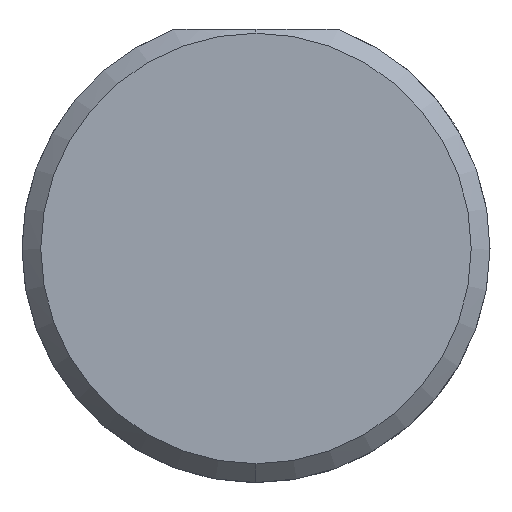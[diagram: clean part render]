
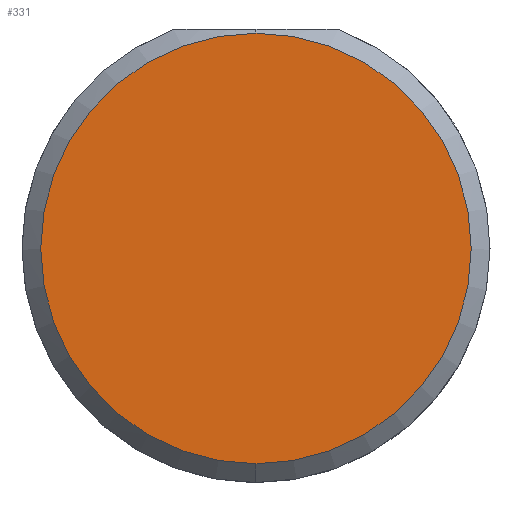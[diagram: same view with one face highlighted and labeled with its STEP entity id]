
A CAD part, left-side view. The second image highlights one B-rep face of the part: STEP entity #331.
In plain terms, the highlighted planar face has unit normal (-1, 0, 0).
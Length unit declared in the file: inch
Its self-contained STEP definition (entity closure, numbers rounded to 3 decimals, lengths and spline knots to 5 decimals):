
#28 = VERTEX_POINT ( 'NONE', #94 ) ;
#44 = EDGE_LOOP ( 'NONE', ( #262, #591 ) ) ;
#94 = CARTESIAN_POINT ( 'NONE',  ( 0., 0., -0.17235 ) ) ;
#102 = CARTESIAN_POINT ( 'NONE',  ( 0., 0., 0. ) ) ;
#149 = CIRCLE ( 'NONE', #436, 0.17235 ) ;
#177 = CIRCLE ( 'NONE', #469, 0.17235 ) ;
#199 = FACE_OUTER_BOUND ( 'NONE', #44, .T. ) ;
#207 = DIRECTION ( 'NONE',  ( -1., 0., 0. ) ) ;
#240 = DIRECTION ( 'NONE',  ( 0., 0., 1. ) ) ;
#241 = CARTESIAN_POINT ( 'NONE',  ( 0., 0., 0.17235 ) ) ;
#262 = ORIENTED_EDGE ( 'NONE', *, *, #561, .T. ) ;
#290 = DIRECTION ( 'NONE',  ( -1., 0., 0. ) ) ;
#308 = CARTESIAN_POINT ( 'NONE',  ( 0., 0., 0. ) ) ;
#331 = ADVANCED_FACE ( 'NONE', ( #199 ), #429, .F. ) ;
#339 = DIRECTION ( 'NONE',  ( 1., 0., 0. ) ) ;
#350 = VERTEX_POINT ( 'NONE', #241 ) ;
#388 = DIRECTION ( 'NONE',  ( 0., 0., -1. ) ) ;
#429 = PLANE ( 'NONE',  #497 ) ;
#431 = CARTESIAN_POINT ( 'NONE',  ( 0., 0., 0. ) ) ;
#436 = AXIS2_PLACEMENT_3D ( 'NONE', #308, #207, #504 ) ;
#469 = AXIS2_PLACEMENT_3D ( 'NONE', #102, #290, #240 ) ;
#489 = EDGE_CURVE ( 'NONE', #350, #28, #177, .T. ) ;
#497 = AXIS2_PLACEMENT_3D ( 'NONE', #431, #339, #388 ) ;
#504 = DIRECTION ( 'NONE',  ( 0., 0., 1. ) ) ;
#561 = EDGE_CURVE ( 'NONE', #28, #350, #149, .T. ) ;
#591 = ORIENTED_EDGE ( 'NONE', *, *, #489, .T. ) ;
